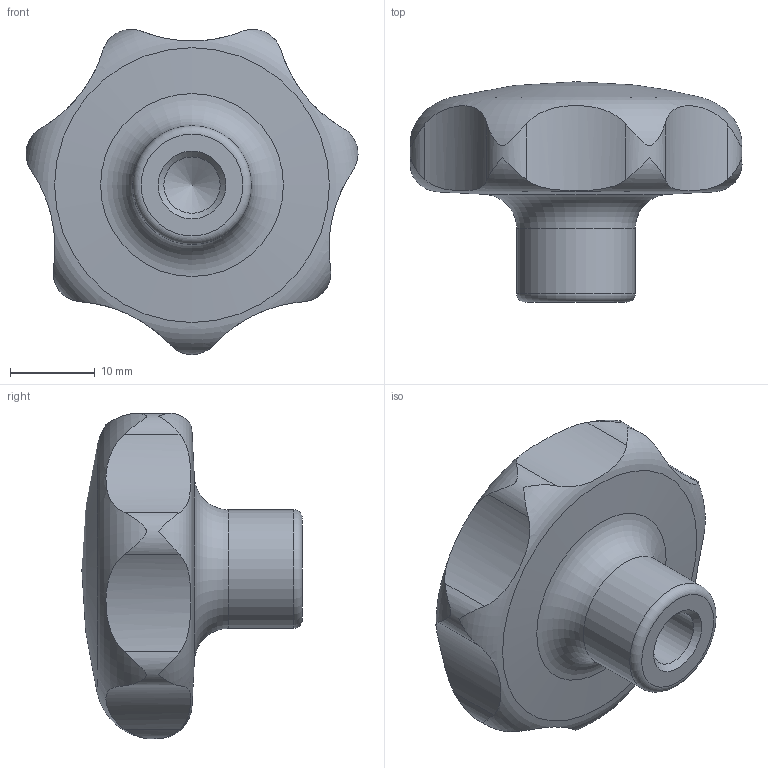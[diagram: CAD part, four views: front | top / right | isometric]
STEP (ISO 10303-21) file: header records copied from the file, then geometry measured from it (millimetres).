
FILE_DESCRIPTION( ( 'STEP AP214' ), '1' );
FILE_NAME( 'K0150.540083.stp', '2020-11-25T15:17:37', ( '' ), ( '' ), ' ', 'PARTsolutions', ' ' );
FILE_SCHEMA( ( 'AUTOMOTIVE_DESIGN { 1 0 10303 214 1 1 1 1 }' ) );
Length unit declared in the file: millimetre
Products named in the file (1): _K0150.540083
Bounding box: 39.17 x 26 x 38.37 mm (x, y, z)
Volume: 13471.7 mm3; surface area: 4041.8 mm2
Topology: 1 solids, 1 shells, 25 faces, 72 edges, 48 vertices
Faces by surface type: cylinder 16, torus 4, cone 3, plane 1, sphere 1
Full cylindrical faces by diameter (mm): 6.647 x1, 14 x1
Entity records: 1506 total; most frequent: CARTESIAN_POINT 753, ORIENTED_EDGE 116, DIRECTION 84, EDGE_CURVE 58, VERTEX_POINT 46, AXIS2_PLACEMENT_3D 35, B_SPLINE_CURVE_WITH_KNOTS 35, EDGE_LOOP 34
